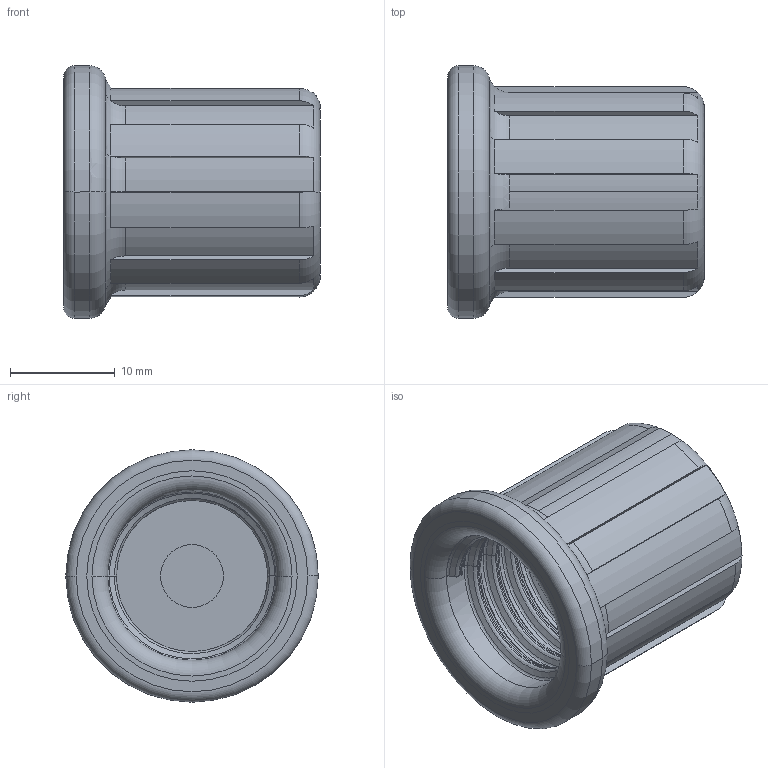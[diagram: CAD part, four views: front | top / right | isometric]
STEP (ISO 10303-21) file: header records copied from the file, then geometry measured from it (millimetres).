
FILE_DESCRIPTION(('CATIA V5 STEP Exchange'),'2;1');
FILE_NAME('BOS_V2_TANK_SCREW_CAP_BLOCK.stp','2023-11-28T09:35:22+00:00',('none'),('none'),'CATIA Unofficial Packaging Version SP3','CATIA V5 STEP AP203','none');
FILE_SCHEMA(('CONFIG_CONTROL_DESIGN'));
Length unit declared in the file: millimetre
Products named in the file (1): BOS_V2_TANK_SCREW_CAP_BLOCK
Bounding box: 24.5 x 24.1 x 24.1 mm (x, y, z)
Volume: 4938.3 mm3; surface area: 3570.3 mm2
Topology: 1 solids, 1 shells, 146 faces, 349 edges, 209 vertices
Faces by surface type: bspline 64, cylinder 33, plane 25, torus 24
Entity records: 5394 total; most frequent: CARTESIAN_POINT 2730, ORIENTED_EDGE 698, EDGE_CURVE 349, DIRECTION 302, VERTEX_POINT 208, AXIS2_PLACEMENT_3D 196, EDGE_LOOP 149, CIRCLE 147
